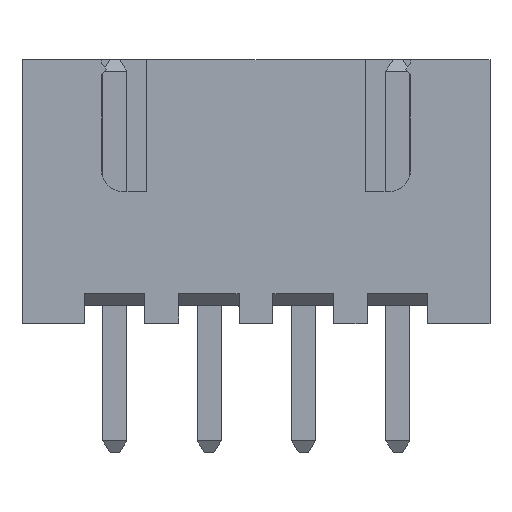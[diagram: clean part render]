
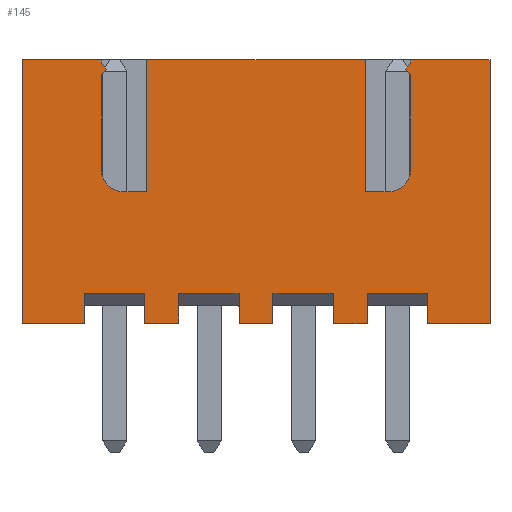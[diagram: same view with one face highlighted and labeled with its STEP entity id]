
A CAD part, front view. The second image highlights one B-rep face of the part: STEP entity #145.
In plain terms, the highlighted planar face has unit normal (0, -1, 0).
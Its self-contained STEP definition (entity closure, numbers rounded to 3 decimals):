
#44 = VERTEX_POINT('',#45);
#45 = CARTESIAN_POINT('',(-2.1,-2.875,0.));
#62 = VERTEX_POINT('',#63);
#63 = CARTESIAN_POINT('',(-2.95,-2.875,0.));
#69 = EDGE_CURVE('',#62,#44,#70,.T.);
#70 = LINE('',#71,#72);
#71 = CARTESIAN_POINT('',(-6.2,-2.875,0.));
#72 = VECTOR('',#73,1.);
#73 = DIRECTION('',(1.,0.,0.));
#84 = EDGE_CURVE('',#44,#85,#87,.T.);
#85 = VERTEX_POINT('',#86);
#86 = CARTESIAN_POINT('',(-2.05,-2.875,0.05));
#87 = CIRCLE('',#88,0.05);
#88 = AXIS2_PLACEMENT_3D('',#89,#90,#91);
#89 = CARTESIAN_POINT('',(-2.1,-2.875,0.05));
#90 = DIRECTION('',(0.,-1.,0.));
#91 = DIRECTION('',(0.,0.,1.));
#145 = ADVANCED_FACE('',(#146),#430,.F.);
#146 = FACE_BOUND('',#147,.F.);
#147 = EDGE_LOOP('',(#148,#149,#157,#165,#173,#181,#189,#197,#205,#213,
    #221,#229,#238,#246,#254,#262,#270,#278,#287,#295,#303,#311,#319,
    #327,#335,#343,#351,#359,#367,#375,#383,#391,#399,#407,#415,#423,
    #429));
#148 = ORIENTED_EDGE('',*,*,#69,.F.);
#149 = ORIENTED_EDGE('',*,*,#150,.T.);
#150 = EDGE_CURVE('',#62,#151,#153,.T.);
#151 = VERTEX_POINT('',#152);
#152 = CARTESIAN_POINT('',(-2.95,-2.875,0.8));
#153 = LINE('',#154,#155);
#154 = CARTESIAN_POINT('',(-2.95,-2.875,0.));
#155 = VECTOR('',#156,1.);
#156 = DIRECTION('',(0.,0.,1.));
#157 = ORIENTED_EDGE('',*,*,#158,.T.);
#158 = EDGE_CURVE('',#151,#159,#161,.T.);
#159 = VERTEX_POINT('',#160);
#160 = CARTESIAN_POINT('',(-4.55,-2.875,0.8));
#161 = LINE('',#162,#163);
#162 = CARTESIAN_POINT('',(-2.95,-2.875,0.8));
#163 = VECTOR('',#164,1.);
#164 = DIRECTION('',(-1.,0.,0.));
#165 = ORIENTED_EDGE('',*,*,#166,.T.);
#166 = EDGE_CURVE('',#159,#167,#169,.T.);
#167 = VERTEX_POINT('',#168);
#168 = CARTESIAN_POINT('',(-4.55,-2.875,0.));
#169 = LINE('',#170,#171);
#170 = CARTESIAN_POINT('',(-4.55,-2.875,0.5));
#171 = VECTOR('',#172,1.);
#172 = DIRECTION('',(0.,0.,-1.));
#173 = ORIENTED_EDGE('',*,*,#174,.F.);
#174 = EDGE_CURVE('',#175,#167,#177,.T.);
#175 = VERTEX_POINT('',#176);
#176 = CARTESIAN_POINT('',(-6.2,-2.875,0.));
#177 = LINE('',#178,#179);
#178 = CARTESIAN_POINT('',(-6.2,-2.875,0.));
#179 = VECTOR('',#180,1.);
#180 = DIRECTION('',(1.,0.,0.));
#181 = ORIENTED_EDGE('',*,*,#182,.T.);
#182 = EDGE_CURVE('',#175,#183,#185,.T.);
#183 = VERTEX_POINT('',#184);
#184 = CARTESIAN_POINT('',(-6.2,-2.875,7.));
#185 = LINE('',#186,#187);
#186 = CARTESIAN_POINT('',(-6.2,-2.875,0.));
#187 = VECTOR('',#188,1.);
#188 = DIRECTION('',(0.,0.,1.));
#189 = ORIENTED_EDGE('',*,*,#190,.T.);
#190 = EDGE_CURVE('',#183,#191,#193,.T.);
#191 = VERTEX_POINT('',#192);
#192 = CARTESIAN_POINT('',(-4.1,-2.875,7.));
#193 = LINE('',#194,#195);
#194 = CARTESIAN_POINT('',(-6.2,-2.875,7.));
#195 = VECTOR('',#196,1.);
#196 = DIRECTION('',(1.,0.,0.));
#197 = ORIENTED_EDGE('',*,*,#198,.T.);
#198 = EDGE_CURVE('',#191,#199,#201,.T.);
#199 = VERTEX_POINT('',#200);
#200 = CARTESIAN_POINT('',(-4.1,-2.875,6.9));
#201 = LINE('',#202,#203);
#202 = CARTESIAN_POINT('',(-4.1,-2.875,7.));
#203 = VECTOR('',#204,1.);
#204 = DIRECTION('',(0.,0.,-1.));
#205 = ORIENTED_EDGE('',*,*,#206,.F.);
#206 = EDGE_CURVE('',#207,#199,#209,.T.);
#207 = VERTEX_POINT('',#208);
#208 = CARTESIAN_POINT('',(-3.95,-2.875,6.75));
#209 = LINE('',#210,#211);
#210 = CARTESIAN_POINT('',(-3.95,-2.875,6.75));
#211 = VECTOR('',#212,1.);
#212 = DIRECTION('',(-0.707,0.,0.707)
  );
#213 = ORIENTED_EDGE('',*,*,#214,.T.);
#214 = EDGE_CURVE('',#207,#215,#217,.T.);
#215 = VERTEX_POINT('',#216);
#216 = CARTESIAN_POINT('',(-4.1,-2.875,6.6));
#217 = LINE('',#218,#219);
#218 = CARTESIAN_POINT('',(-3.95,-2.875,6.75));
#219 = VECTOR('',#220,1.);
#220 = DIRECTION('',(-0.707,0.,-0.707
    ));
#221 = ORIENTED_EDGE('',*,*,#222,.T.);
#222 = EDGE_CURVE('',#215,#223,#225,.T.);
#223 = VERTEX_POINT('',#224);
#224 = CARTESIAN_POINT('',(-4.1,-2.875,4.1));
#225 = LINE('',#226,#227);
#226 = CARTESIAN_POINT('',(-4.1,-2.875,6.6));
#227 = VECTOR('',#228,1.);
#228 = DIRECTION('',(0.,0.,-1.));
#229 = ORIENTED_EDGE('',*,*,#230,.T.);
#230 = EDGE_CURVE('',#223,#231,#233,.T.);
#231 = VERTEX_POINT('',#232);
#232 = CARTESIAN_POINT('',(-3.5,-2.875,3.5));
#233 = CIRCLE('',#234,0.6);
#234 = AXIS2_PLACEMENT_3D('',#235,#236,#237);
#235 = CARTESIAN_POINT('',(-3.5,-2.875,4.1));
#236 = DIRECTION('',(0.,-1.,0.));
#237 = DIRECTION('',(1.,0.,0.));
#238 = ORIENTED_EDGE('',*,*,#239,.T.);
#239 = EDGE_CURVE('',#231,#240,#242,.T.);
#240 = VERTEX_POINT('',#241);
#241 = CARTESIAN_POINT('',(-2.9,-2.875,3.5));
#242 = LINE('',#243,#244);
#243 = CARTESIAN_POINT('',(-3.5,-2.875,3.5));
#244 = VECTOR('',#245,1.);
#245 = DIRECTION('',(1.,0.,0.));
#246 = ORIENTED_EDGE('',*,*,#247,.T.);
#247 = EDGE_CURVE('',#240,#248,#250,.T.);
#248 = VERTEX_POINT('',#249);
#249 = CARTESIAN_POINT('',(-2.9,-2.875,7.));
#250 = LINE('',#251,#252);
#251 = CARTESIAN_POINT('',(-2.9,-2.875,3.5));
#252 = VECTOR('',#253,1.);
#253 = DIRECTION('',(0.,0.,1.));
#254 = ORIENTED_EDGE('',*,*,#255,.T.);
#255 = EDGE_CURVE('',#248,#256,#258,.T.);
#256 = VERTEX_POINT('',#257);
#257 = CARTESIAN_POINT('',(2.9,-2.875,7.));
#258 = LINE('',#259,#260);
#259 = CARTESIAN_POINT('',(-6.2,-2.875,7.));
#260 = VECTOR('',#261,1.);
#261 = DIRECTION('',(1.,0.,0.));
#262 = ORIENTED_EDGE('',*,*,#263,.F.);
#263 = EDGE_CURVE('',#264,#256,#266,.T.);
#264 = VERTEX_POINT('',#265);
#265 = CARTESIAN_POINT('',(2.9,-2.875,3.5));
#266 = LINE('',#267,#268);
#267 = CARTESIAN_POINT('',(2.9,-2.875,3.5));
#268 = VECTOR('',#269,1.);
#269 = DIRECTION('',(0.,0.,1.));
#270 = ORIENTED_EDGE('',*,*,#271,.F.);
#271 = EDGE_CURVE('',#272,#264,#274,.T.);
#272 = VERTEX_POINT('',#273);
#273 = CARTESIAN_POINT('',(3.5,-2.875,3.5));
#274 = LINE('',#275,#276);
#275 = CARTESIAN_POINT('',(3.5,-2.875,3.5));
#276 = VECTOR('',#277,1.);
#277 = DIRECTION('',(-1.,0.,0.));
#278 = ORIENTED_EDGE('',*,*,#279,.T.);
#279 = EDGE_CURVE('',#272,#280,#282,.T.);
#280 = VERTEX_POINT('',#281);
#281 = CARTESIAN_POINT('',(4.1,-2.875,4.1));
#282 = CIRCLE('',#283,0.6);
#283 = AXIS2_PLACEMENT_3D('',#284,#285,#286);
#284 = CARTESIAN_POINT('',(3.5,-2.875,4.1));
#285 = DIRECTION('',(0.,-1.,0.));
#286 = DIRECTION('',(1.,0.,0.));
#287 = ORIENTED_EDGE('',*,*,#288,.T.);
#288 = EDGE_CURVE('',#280,#289,#291,.T.);
#289 = VERTEX_POINT('',#290);
#290 = CARTESIAN_POINT('',(4.1,-2.875,6.6));
#291 = LINE('',#292,#293);
#292 = CARTESIAN_POINT('',(4.1,-2.875,4.1));
#293 = VECTOR('',#294,1.);
#294 = DIRECTION('',(0.,0.,1.));
#295 = ORIENTED_EDGE('',*,*,#296,.T.);
#296 = EDGE_CURVE('',#289,#297,#299,.T.);
#297 = VERTEX_POINT('',#298);
#298 = CARTESIAN_POINT('',(3.95,-2.875,6.75));
#299 = LINE('',#300,#301);
#300 = CARTESIAN_POINT('',(4.1,-2.875,6.6));
#301 = VECTOR('',#302,1.);
#302 = DIRECTION('',(-0.707,0.,0.707)
  );
#303 = ORIENTED_EDGE('',*,*,#304,.T.);
#304 = EDGE_CURVE('',#297,#305,#307,.T.);
#305 = VERTEX_POINT('',#306);
#306 = CARTESIAN_POINT('',(4.1,-2.875,6.9));
#307 = LINE('',#308,#309);
#308 = CARTESIAN_POINT('',(3.95,-2.875,6.75));
#309 = VECTOR('',#310,1.);
#310 = DIRECTION('',(0.707,0.,0.707));
#311 = ORIENTED_EDGE('',*,*,#312,.F.);
#312 = EDGE_CURVE('',#313,#305,#315,.T.);
#313 = VERTEX_POINT('',#314);
#314 = CARTESIAN_POINT('',(4.1,-2.875,7.));
#315 = LINE('',#316,#317);
#316 = CARTESIAN_POINT('',(4.1,-2.875,7.));
#317 = VECTOR('',#318,1.);
#318 = DIRECTION('',(0.,0.,-1.));
#319 = ORIENTED_EDGE('',*,*,#320,.T.);
#320 = EDGE_CURVE('',#313,#321,#323,.T.);
#321 = VERTEX_POINT('',#322);
#322 = CARTESIAN_POINT('',(6.2,-2.875,7.));
#323 = LINE('',#324,#325);
#324 = CARTESIAN_POINT('',(-6.2,-2.875,7.));
#325 = VECTOR('',#326,1.);
#326 = DIRECTION('',(1.,0.,0.));
#327 = ORIENTED_EDGE('',*,*,#328,.F.);
#328 = EDGE_CURVE('',#329,#321,#331,.T.);
#329 = VERTEX_POINT('',#330);
#330 = CARTESIAN_POINT('',(6.2,-2.875,0.));
#331 = LINE('',#332,#333);
#332 = CARTESIAN_POINT('',(6.2,-2.875,0.));
#333 = VECTOR('',#334,1.);
#334 = DIRECTION('',(0.,0.,1.));
#335 = ORIENTED_EDGE('',*,*,#336,.F.);
#336 = EDGE_CURVE('',#337,#329,#339,.T.);
#337 = VERTEX_POINT('',#338);
#338 = CARTESIAN_POINT('',(4.55,-2.875,0.));
#339 = LINE('',#340,#341);
#340 = CARTESIAN_POINT('',(-6.2,-2.875,0.));
#341 = VECTOR('',#342,1.);
#342 = DIRECTION('',(1.,0.,0.));
#343 = ORIENTED_EDGE('',*,*,#344,.T.);
#344 = EDGE_CURVE('',#337,#345,#347,.T.);
#345 = VERTEX_POINT('',#346);
#346 = CARTESIAN_POINT('',(4.55,-2.875,0.8));
#347 = LINE('',#348,#349);
#348 = CARTESIAN_POINT('',(4.55,-2.875,0.25));
#349 = VECTOR('',#350,1.);
#350 = DIRECTION('',(0.,0.,1.));
#351 = ORIENTED_EDGE('',*,*,#352,.F.);
#352 = EDGE_CURVE('',#353,#345,#355,.T.);
#353 = VERTEX_POINT('',#354);
#354 = CARTESIAN_POINT('',(2.95,-2.875,0.8));
#355 = LINE('',#356,#357);
#356 = CARTESIAN_POINT('',(2.95,-2.875,0.8));
#357 = VECTOR('',#358,1.);
#358 = DIRECTION('',(1.,0.,0.));
#359 = ORIENTED_EDGE('',*,*,#360,.F.);
#360 = EDGE_CURVE('',#361,#353,#363,.T.);
#361 = VERTEX_POINT('',#362);
#362 = CARTESIAN_POINT('',(2.95,-2.875,0.));
#363 = LINE('',#364,#365);
#364 = CARTESIAN_POINT('',(2.95,-2.875,0.));
#365 = VECTOR('',#366,1.);
#366 = DIRECTION('',(0.,0.,1.));
#367 = ORIENTED_EDGE('',*,*,#368,.F.);
#368 = EDGE_CURVE('',#369,#361,#371,.T.);
#369 = VERTEX_POINT('',#370);
#370 = CARTESIAN_POINT('',(2.05,-2.875,0.));
#371 = LINE('',#372,#373);
#372 = CARTESIAN_POINT('',(-6.2,-2.875,0.));
#373 = VECTOR('',#374,1.);
#374 = DIRECTION('',(1.,0.,0.));
#375 = ORIENTED_EDGE('',*,*,#376,.T.);
#376 = EDGE_CURVE('',#369,#377,#379,.T.);
#377 = VERTEX_POINT('',#378);
#378 = CARTESIAN_POINT('',(2.05,-2.875,0.8));
#379 = LINE('',#380,#381);
#380 = CARTESIAN_POINT('',(2.05,-2.875,0.));
#381 = VECTOR('',#382,1.);
#382 = DIRECTION('',(0.,0.,1.));
#383 = ORIENTED_EDGE('',*,*,#384,.T.);
#384 = EDGE_CURVE('',#377,#385,#387,.T.);
#385 = VERTEX_POINT('',#386);
#386 = CARTESIAN_POINT('',(0.45,-2.875,0.8));
#387 = LINE('',#388,#389);
#388 = CARTESIAN_POINT('',(2.05,-2.875,0.8));
#389 = VECTOR('',#390,1.);
#390 = DIRECTION('',(-1.,0.,0.));
#391 = ORIENTED_EDGE('',*,*,#392,.T.);
#392 = EDGE_CURVE('',#385,#393,#395,.T.);
#393 = VERTEX_POINT('',#394);
#394 = CARTESIAN_POINT('',(0.45,-2.875,0.));
#395 = LINE('',#396,#397);
#396 = CARTESIAN_POINT('',(0.45,-2.875,0.5));
#397 = VECTOR('',#398,1.);
#398 = DIRECTION('',(0.,0.,-1.));
#399 = ORIENTED_EDGE('',*,*,#400,.F.);
#400 = EDGE_CURVE('',#401,#393,#403,.T.);
#401 = VERTEX_POINT('',#402);
#402 = CARTESIAN_POINT('',(-0.45,-2.875,0.));
#403 = LINE('',#404,#405);
#404 = CARTESIAN_POINT('',(-6.2,-2.875,0.));
#405 = VECTOR('',#406,1.);
#406 = DIRECTION('',(1.,0.,0.));
#407 = ORIENTED_EDGE('',*,*,#408,.T.);
#408 = EDGE_CURVE('',#401,#409,#411,.T.);
#409 = VERTEX_POINT('',#410);
#410 = CARTESIAN_POINT('',(-0.45,-2.875,0.8));
#411 = LINE('',#412,#413);
#412 = CARTESIAN_POINT('',(-0.45,-2.875,0.25));
#413 = VECTOR('',#414,1.);
#414 = DIRECTION('',(0.,0.,1.));
#415 = ORIENTED_EDGE('',*,*,#416,.F.);
#416 = EDGE_CURVE('',#417,#409,#419,.T.);
#417 = VERTEX_POINT('',#418);
#418 = CARTESIAN_POINT('',(-2.05,-2.875,0.8));
#419 = LINE('',#420,#421);
#420 = CARTESIAN_POINT('',(-2.05,-2.875,0.8));
#421 = VECTOR('',#422,1.);
#422 = DIRECTION('',(1.,0.,0.));
#423 = ORIENTED_EDGE('',*,*,#424,.F.);
#424 = EDGE_CURVE('',#85,#417,#425,.T.);
#425 = LINE('',#426,#427);
#426 = CARTESIAN_POINT('',(-2.05,-2.875,0.));
#427 = VECTOR('',#428,1.);
#428 = DIRECTION('',(0.,0.,1.));
#429 = ORIENTED_EDGE('',*,*,#84,.F.);
#430 = PLANE('',#431);
#431 = AXIS2_PLACEMENT_3D('',#432,#433,#434);
#432 = CARTESIAN_POINT('',(-6.2,-2.875,0.));
#433 = DIRECTION('',(0.,1.,0.));
#434 = DIRECTION('',(1.,0.,0.));
